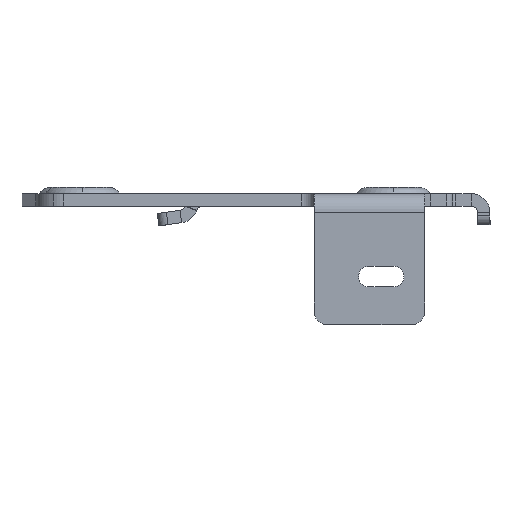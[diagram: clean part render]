
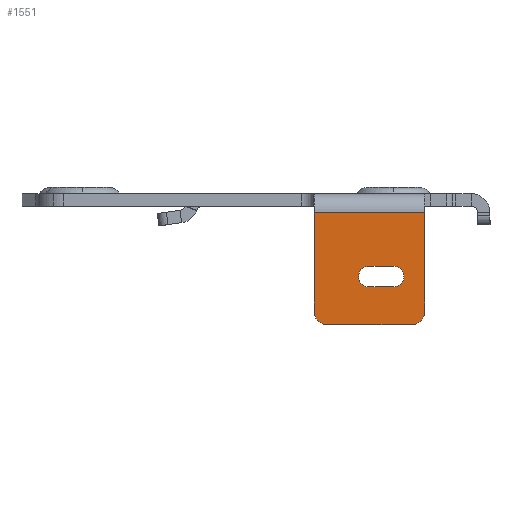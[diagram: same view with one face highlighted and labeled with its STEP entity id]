
A CAD part, front view. The second image highlights one B-rep face of the part: STEP entity #1551.
In plain terms, the highlighted planar face has unit normal (0, -1, 0).
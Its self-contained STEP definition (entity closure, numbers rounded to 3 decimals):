
#82 = CARTESIAN_POINT ( 'NONE',  ( 0., -92.875, 0. ) ) ;
#184 = DIRECTION ( 'NONE',  ( 1., 0., 0. ) ) ;
#273 = DIRECTION ( 'NONE',  ( 0., 0., -1. ) ) ;
#361 = CARTESIAN_POINT ( 'NONE',  ( 19.828, -92.875, -9.648 ) ) ;
#381 = DIRECTION ( 'NONE',  ( 0., 0., 1. ) ) ;
#402 = VECTOR ( 'NONE', #585, 1000. ) ;
#470 = VERTEX_POINT ( 'NONE', #4261 ) ;
#491 = VECTOR ( 'NONE', #184, 1000. ) ;
#571 = FACE_OUTER_BOUND ( 'NONE', #2786, .T. ) ;
#576 = VERTEX_POINT ( 'NONE', #361 ) ;
#585 = DIRECTION ( 'NONE',  ( 1., 0., 0. ) ) ;
#625 = LINE ( 'NONE', #3938, #4283 ) ;
#635 = AXIS2_PLACEMENT_3D ( 'NONE', #3526, #1422, #3897 ) ;
#786 = EDGE_CURVE ( 'NONE', #576, #2731, #2535, .T. ) ;
#790 = CIRCLE ( 'NONE', #1937, 2. ) ;
#793 = VERTEX_POINT ( 'NONE', #3624 ) ;
#867 = EDGE_CURVE ( 'NONE', #3116, #576, #3161, .T. ) ;
#920 = CARTESIAN_POINT ( 'NONE',  ( 28.786, -92.875, -19. ) ) ;
#963 = EDGE_CURVE ( 'NONE', #470, #3116, #3649, .T. ) ;
#1016 = CIRCLE ( 'NONE', #1021, 1.65 ) ;
#1021 = AXIS2_PLACEMENT_3D ( 'NONE', #4275, #1931, #381 ) ;
#1144 = EDGE_CURVE ( 'NONE', #2679, #793, #3942, .T. ) ;
#1277 = AXIS2_PLACEMENT_3D ( 'NONE', #4122, #1626, #3755 ) ;
#1342 = LINE ( 'NONE', #920, #402 ) ;
#1410 = EDGE_CURVE ( 'NONE', #2731, #470, #1016, .T. ) ;
#1422 = DIRECTION ( 'NONE',  ( 0., -1., 0. ) ) ;
#1438 = LINE ( 'NONE', #3001, #491 ) ;
#1459 = EDGE_CURVE ( 'NONE', #2406, #3125, #790, .T. ) ;
#1551 = ADVANCED_FACE ( 'NONE', ( #4117, #571 ), #4330, .F. ) ;
#1626 = DIRECTION ( 'NONE',  ( 0., 1., 0. ) ) ;
#1659 = CARTESIAN_POINT ( 'NONE',  ( 23.828, -92.875, -9.648 ) ) ;
#1773 = EDGE_CURVE ( 'NONE', #793, #2406, #1342, .T. ) ;
#1826 = ORIENTED_EDGE ( 'NONE', *, *, #867, .T. ) ;
#1861 = CARTESIAN_POINT ( 'NONE',  ( 19.828, -92.875, -12.948 ) ) ;
#1902 = VERTEX_POINT ( 'NONE', #1917 ) ;
#1917 = CARTESIAN_POINT ( 'NONE',  ( 28.786, -92.875, -1. ) ) ;
#1931 = DIRECTION ( 'NONE',  ( 0., 1., 0. ) ) ;
#1937 = AXIS2_PLACEMENT_3D ( 'NONE', #3891, #4259, #2462 ) ;
#1984 = VECTOR ( 'NONE', #273, 1000. ) ;
#2030 = EDGE_CURVE ( 'NONE', #3557, #2679, #3992, .T. ) ;
#2178 = EDGE_CURVE ( 'NONE', #3125, #1902, #625, .T. ) ;
#2231 = ORIENTED_EDGE ( 'NONE', *, *, #1410, .T. ) ;
#2274 = ORIENTED_EDGE ( 'NONE', *, *, #2030, .T. ) ;
#2308 = DIRECTION ( 'NONE',  ( 0., 0., 1. ) ) ;
#2355 = ORIENTED_EDGE ( 'NONE', *, *, #963, .T. ) ;
#2406 = VERTEX_POINT ( 'NONE', #4080 ) ;
#2462 = DIRECTION ( 'NONE',  ( 0., 0., 1. ) ) ;
#2482 = CARTESIAN_POINT ( 'NONE',  ( 11.078, -92.875, -1. ) ) ;
#2535 = LINE ( 'NONE', #3811, #4453 ) ;
#2608 = EDGE_CURVE ( 'NONE', #3557, #1902, #1438, .T. ) ;
#2679 = VERTEX_POINT ( 'NONE', #3393 ) ;
#2710 = VECTOR ( 'NONE', #2983, 1000. ) ;
#2731 = VERTEX_POINT ( 'NONE', #1659 ) ;
#2786 = EDGE_LOOP ( 'NONE', ( #4385, #3226, #4139, #3527, #2274, #4194 ) ) ;
#2983 = DIRECTION ( 'NONE',  ( -1., 0., 0. ) ) ;
#3001 = CARTESIAN_POINT ( 'NONE',  ( 0., -92.875, -1. ) ) ;
#3116 = VERTEX_POINT ( 'NONE', #1861 ) ;
#3125 = VERTEX_POINT ( 'NONE', #3652 ) ;
#3128 = ORIENTED_EDGE ( 'NONE', *, *, #786, .T. ) ;
#3161 = CIRCLE ( 'NONE', #1277, 1.65 ) ;
#3226 = ORIENTED_EDGE ( 'NONE', *, *, #1459, .T. ) ;
#3269 = DIRECTION ( 'NONE',  ( 1., 0., 0. ) ) ;
#3293 = DIRECTION ( 'NONE',  ( 0., 0., 1. ) ) ;
#3393 = CARTESIAN_POINT ( 'NONE',  ( 11.078, -92.875, -17. ) ) ;
#3526 = CARTESIAN_POINT ( 'NONE',  ( 13.078, -92.875, -17. ) ) ;
#3527 = ORIENTED_EDGE ( 'NONE', *, *, #2608, .F. ) ;
#3557 = VERTEX_POINT ( 'NONE', #2482 ) ;
#3624 = CARTESIAN_POINT ( 'NONE',  ( 13.078, -92.875, -19. ) ) ;
#3632 = EDGE_LOOP ( 'NONE', ( #2355, #1826, #3128, #2231 ) ) ;
#3649 = LINE ( 'NONE', #4066, #2710 ) ;
#3652 = CARTESIAN_POINT ( 'NONE',  ( 28.786, -92.875, -17. ) ) ;
#3755 = DIRECTION ( 'NONE',  ( 0., 0., 1. ) ) ;
#3811 = CARTESIAN_POINT ( 'NONE',  ( 19.828, -92.875, -9.648 ) ) ;
#3891 = CARTESIAN_POINT ( 'NONE',  ( 26.786, -92.875, -17. ) ) ;
#3897 = DIRECTION ( 'NONE',  ( 0., 0., 1. ) ) ;
#3938 = CARTESIAN_POINT ( 'NONE',  ( 28.786, -92.875, 0. ) ) ;
#3939 = CARTESIAN_POINT ( 'NONE',  ( 11.078, -92.875, -19. ) ) ;
#3942 = CIRCLE ( 'NONE', #635, 2. ) ;
#3951 = DIRECTION ( 'NONE',  ( 0., 1., 0. ) ) ;
#3992 = LINE ( 'NONE', #3939, #1984 ) ;
#4066 = CARTESIAN_POINT ( 'NONE',  ( 23.828, -92.875, -12.948 ) ) ;
#4080 = CARTESIAN_POINT ( 'NONE',  ( 26.786, -92.875, -19. ) ) ;
#4117 = FACE_BOUND ( 'NONE', #3632, .T. ) ;
#4122 = CARTESIAN_POINT ( 'NONE',  ( 19.828, -92.875, -11.298 ) ) ;
#4139 = ORIENTED_EDGE ( 'NONE', *, *, #2178, .T. ) ;
#4194 = ORIENTED_EDGE ( 'NONE', *, *, #1144, .T. ) ;
#4259 = DIRECTION ( 'NONE',  ( 0., -1., 0. ) ) ;
#4261 = CARTESIAN_POINT ( 'NONE',  ( 23.828, -92.875, -12.948 ) ) ;
#4275 = CARTESIAN_POINT ( 'NONE',  ( 23.828, -92.875, -11.298 ) ) ;
#4283 = VECTOR ( 'NONE', #2308, 1000. ) ;
#4330 = PLANE ( 'NONE',  #4347 ) ;
#4347 = AXIS2_PLACEMENT_3D ( 'NONE', #82, #3951, #3293 ) ;
#4385 = ORIENTED_EDGE ( 'NONE', *, *, #1773, .T. ) ;
#4453 = VECTOR ( 'NONE', #3269, 1000. ) ;
